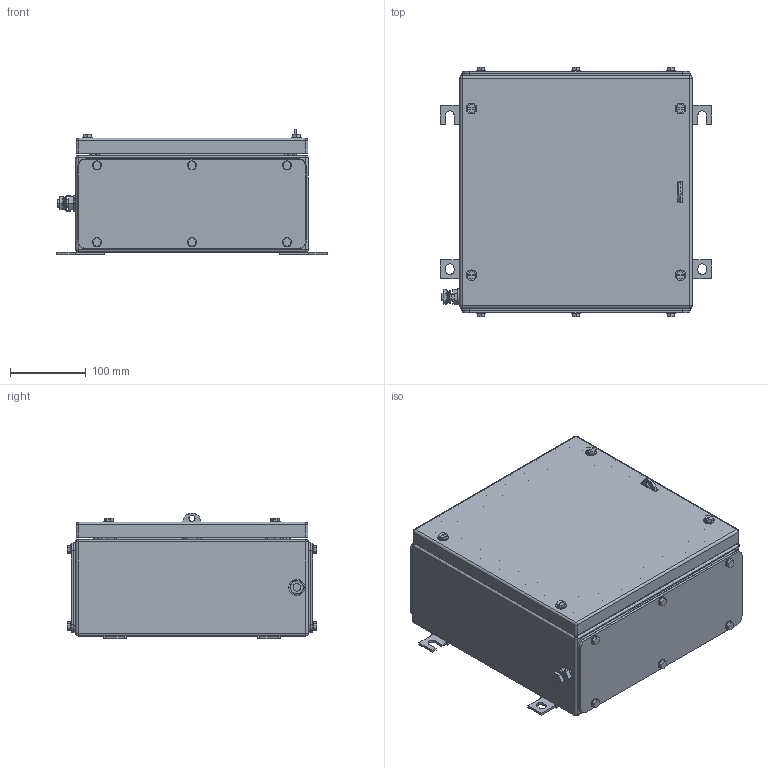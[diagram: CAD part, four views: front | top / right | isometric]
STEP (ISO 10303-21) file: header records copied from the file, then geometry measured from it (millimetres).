
FILE_DESCRIPTION(('CATIA V5 STEP Exchange','CAx-IF Rec.Pracs.--- Model Styling and Organization---1.4--- 2014-01-23'),'2;1');
FILE_NAME ('008511-7_2_1194720000_1194720000.stp','2019-07-02T10:05:16+00:00',('none'),('Weidmueller'),'CATIA Version 5-6 Release 2016 SP3 HF44','CATIA V5 STEP AP214','none');
FILE_SCHEMA(('AUTOMOTIVE_DESIGN { 1 0 10303 214 1 1 1 1 }'));
Length unit declared in the file: millimetre
Products named in the file (1): 1194720000
Bounding box: 357 x 328 x 165 mm (x, y, z)
Volume: 973235.7 mm3; surface area: 1047941.7 mm2
Topology: 66 solids, 66 shells, 1479 faces, 3544 edges, 2234 vertices
Faces by surface type: plane 734, cylinder 569, cone 132, sphere 24, torus 20
Entity records: 40314 total; most frequent: CARTESIAN_POINT 7953, ORIENTED_EDGE 6976, DIRECTION 5515, EDGE_CURVE 3488, AXIS2_PLACEMENT_3D 2266, VERTEX_POINT 2234, VECTOR 2160, LINE 2160
